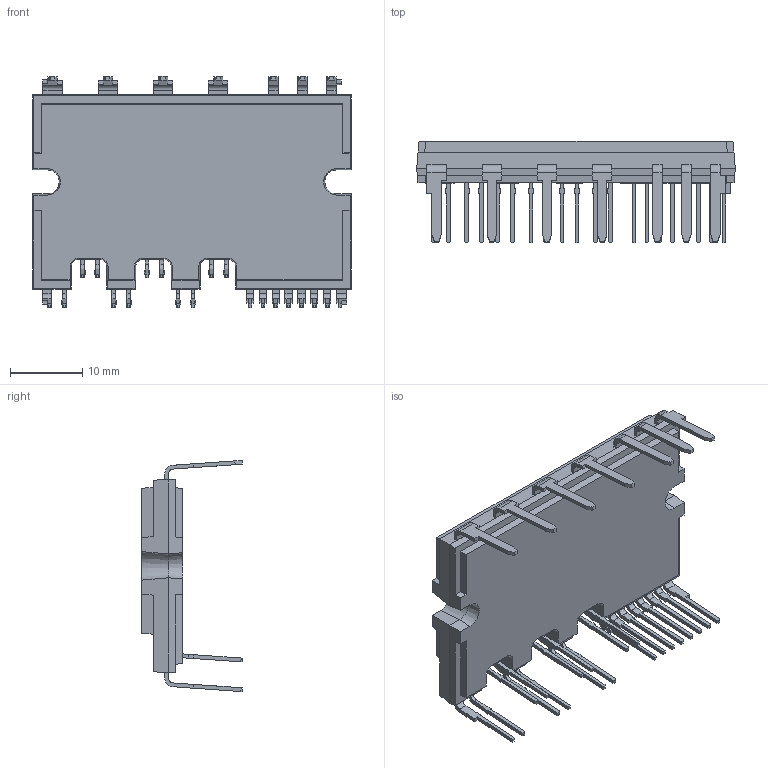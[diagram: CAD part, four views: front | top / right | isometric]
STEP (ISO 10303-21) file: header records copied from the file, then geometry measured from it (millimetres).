
FILE_DESCRIPTION (( 'STEP AP214' ), '1' );
FILE_NAME ('MODFJ.STEP', '2024-05-15T05:33:56', ( 'LENOVO' ), ( '' ), 'SwSTEP 2.0', 'SolidWorks 2021', '' );
FILE_SCHEMA (( 'AUTOMOTIVE_DESIGN' ));
Length unit declared in the file: millimetre
Products named in the file (2): MODFJ_MODFJ; MODFJ
Assembly tree (1 placements, depth 2):
  MODFJ
    MODFJ_MODFJ
Bounding box: 44 x 13.92 x 31.92 mm (x, y, z)
Volume: 5788.3 mm3; surface area: 4912.2 mm2
Topology: 29 solids, 29 shells, 573 faces, 1512 edges, 998 vertices
Faces by surface type: plane 503, cylinder 54, cone 16
Entity records: 17736 total; most frequent: CARTESIAN_POINT 3087, ORIENTED_EDGE 3024, DIRECTION 2798, EDGE_CURVE 1512, VECTOR 1380, LINE 1380, VERTEX_POINT 998, AXIS2_PLACEMENT_3D 709
